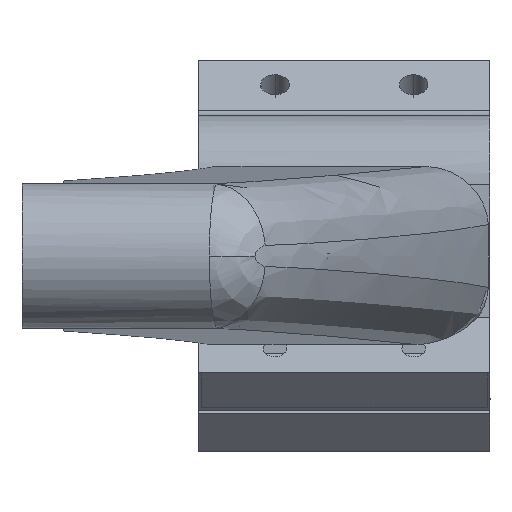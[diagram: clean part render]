
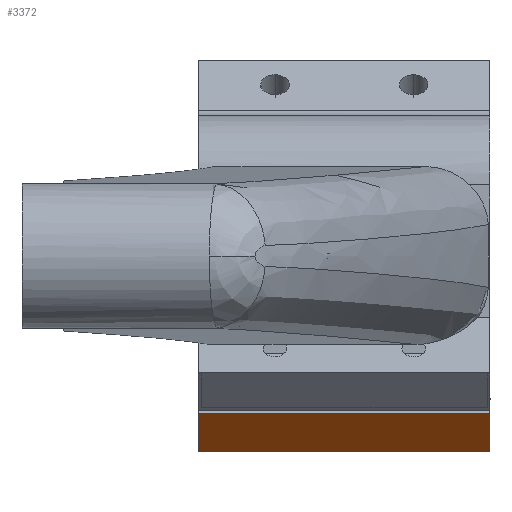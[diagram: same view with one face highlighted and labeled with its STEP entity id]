
A CAD part, left-side view. The second image highlights one B-rep face of the part: STEP entity #3372.
In plain terms, the highlighted face is planar.
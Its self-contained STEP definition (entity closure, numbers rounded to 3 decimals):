
#505 = LINE ( 'NONE', #13192, #6286 ) ;
#611 = VERTEX_POINT ( 'NONE', #8558 ) ;
#1511 = VERTEX_POINT ( 'NONE', #4620 ) ;
#2062 = CARTESIAN_POINT ( 'NONE',  ( -33.74, -46., -56.46 ) ) ;
#2540 = CARTESIAN_POINT ( 'NONE',  ( -44.7, -88., -45.5 ) ) ;
#3299 = CARTESIAN_POINT ( 'NONE',  ( -44.7, -46., -45.5 ) ) ;
#3372 = ADVANCED_FACE ( 'NONE', ( #14031 ), #8998, .T. ) ;
#4620 = CARTESIAN_POINT ( 'NONE',  ( -33.74, -130., -56.46 ) ) ;
#4921 = VECTOR ( 'NONE', #14753, 1000. ) ;
#5412 = CARTESIAN_POINT ( 'NONE',  ( -45.197, -132.415, -45.003 ) ) ;
#5976 = CARTESIAN_POINT ( 'NONE',  ( -37.393, -46., -52.807 ) ) ;
#6218 = CARTESIAN_POINT ( 'NONE',  ( -33.74, -88., -56.46 ) ) ;
#6224 = VERTEX_POINT ( 'NONE', #16067 ) ;
#6248 = ORIENTED_EDGE ( 'NONE', *, *, #9864, .F. ) ;
#6286 = VECTOR ( 'NONE', #11969, 1000. ) ;
#7131 = LINE ( 'NONE', #2540, #11394 ) ;
#7311 = CARTESIAN_POINT ( 'NONE',  ( -41.047, -46., -49.153 ) ) ;
#8558 = CARTESIAN_POINT ( 'NONE',  ( -33.74, -46., -56.46 ) ) ;
#8791 = LINE ( 'NONE', #6218, #4921 ) ;
#8998 = PLANE ( 'NONE',  #13958 ) ;
#9079 = DIRECTION ( 'NONE',  ( -0.707, 0., -0.707 ) ) ;
#9234 = EDGE_CURVE ( 'NONE', #1511, #611, #8791, .T. ) ;
#9636 = VERTEX_POINT ( 'NONE', #13453 ) ;
#9864 = EDGE_CURVE ( 'NONE', #9636, #1511, #505, .T. ) ;
#10186 = DIRECTION ( 'NONE',  ( 0., 1., 0. ) ) ;
#11394 = VECTOR ( 'NONE', #10186, 1000. ) ;
#11438 = DIRECTION ( 'NONE',  ( 0., 1., 0. ) ) ;
#11969 = DIRECTION ( 'NONE',  ( 0.707, 0., -0.707 ) ) ;
#13192 = CARTESIAN_POINT ( 'NONE',  ( -44.7, -130., -45.5 ) ) ;
#13453 = CARTESIAN_POINT ( 'NONE',  ( -44.7, -130., -45.5 ) ) ;
#13703 = EDGE_LOOP ( 'NONE', ( #14820, #14413, #6248, #13869 ) ) ;
#13869 = ORIENTED_EDGE ( 'NONE', *, *, #15036, .T. ) ;
#13958 = AXIS2_PLACEMENT_3D ( 'NONE', #5412, #9079, #11438 ) ;
#14031 = FACE_OUTER_BOUND ( 'NONE', #13703, .T. ) ;
#14413 = ORIENTED_EDGE ( 'NONE', *, *, #9234, .F. ) ;
#14753 = DIRECTION ( 'NONE',  ( 0., 1., 0. ) ) ;
#14820 = ORIENTED_EDGE ( 'NONE', *, *, #15909, .F. ) ;
#15036 = EDGE_CURVE ( 'NONE', #9636, #6224, #7131, .T. ) ;
#15909 = EDGE_CURVE ( 'NONE', #611, #6224, #16143, .T. ) ;
#16067 = CARTESIAN_POINT ( 'NONE',  ( -44.7, -46., -45.5 ) ) ;
#16143 = B_SPLINE_CURVE_WITH_KNOTS ( 'NONE', 3,
 ( #2062, #5976, #7311, #3299 ),
 .UNSPECIFIED., .F., .F.,
 ( 4, 4 ),
 ( 0., 1. ),
 .UNSPECIFIED. ) ;
